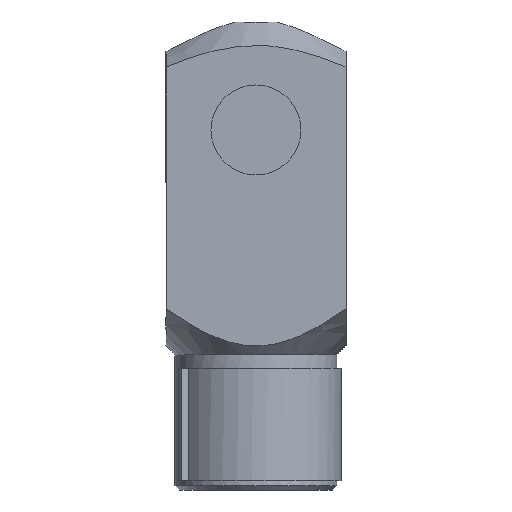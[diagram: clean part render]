
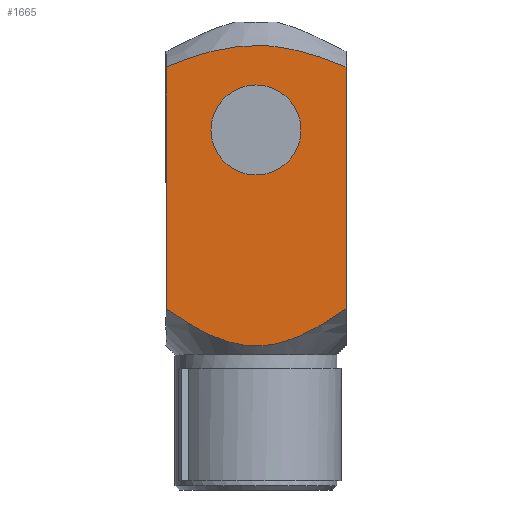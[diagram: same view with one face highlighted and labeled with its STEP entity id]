
A CAD part, left-side view. The second image highlights one B-rep face of the part: STEP entity #1665.
In plain terms, the highlighted planar face has unit normal (-1, 0, 0).
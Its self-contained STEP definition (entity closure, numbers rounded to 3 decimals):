
#1289=CARTESIAN_POINT('',(-10.,5.0,40.0));
#1290=VERTEX_POINT('',#1289);
#1291=CARTESIAN_POINT('',(-10.,0.0,40.0));
#1292=DIRECTION('',(1.0,0.0,0.0));
#1293=DIRECTION('',(0.0,-1.0,0.0));
#1294=AXIS2_PLACEMENT_3D('',#1291,#1292,#1293);
#1295=CIRCLE('',#1294,5.0);
#1296=EDGE_CURVE('',#1290,#1290,#1295,.T.);
#1324=CARTESIAN_POINT('',(-10.,10.0,20.142));
#1325=VERTEX_POINT('',#1324);
#1326=CARTESIAN_POINT('',(-10.,-10.,20.142));
#1327=VERTEX_POINT('',#1326);
#1328=CARTESIAN_POINT('',(-10.,10.0,20.142));
#1329=CARTESIAN_POINT('',(-10.0,0.,13.071));
#1330=CARTESIAN_POINT('',(-10.,-10.,20.142));
#1338=(BOUNDED_CURVE()B_SPLINE_CURVE(2,(#1328,#1329,#1330),.UNSPECIFIED.,.F.,.U.)B_SPLINE_CURVE_WITH_KNOTS((3,3),(1.35,5.29),.UNSPECIFIED.)CURVE()GEOMETRIC_REPRESENTATION_ITEM()RATIONAL_B_SPLINE_CURVE((1.615,2.285,1.615))REPRESENTATION_ITEM(''));
#1339=EDGE_CURVE('',#1325,#1327,#1338,.T.);
#1453=CARTESIAN_POINT('',(-10.,10.0,47.01));
#1454=VERTEX_POINT('',#1453);
#1455=CARTESIAN_POINT('',(-10.,10.0,20.142));
#1456=DIRECTION('',(0.0,0.0,1.0));
#1457=VECTOR('',#1456,26.868);
#1458=LINE('',#1455,#1457);
#1459=EDGE_CURVE('',#1325,#1454,#1458,.T.);
#1553=CARTESIAN_POINT('',(-10.0,-10.,47.01));
#1554=VERTEX_POINT('',#1553);
#1555=CARTESIAN_POINT('',(-10.0,-10.,47.01));
#1556=CARTESIAN_POINT('',(-10.0,0.,51.093));
#1557=CARTESIAN_POINT('',(-10.,10.0,47.01));
#1565=(BOUNDED_CURVE()B_SPLINE_CURVE(2,(#1555,#1556,#1557),.UNSPECIFIED.,.F.,.U.)B_SPLINE_CURVE_WITH_KNOTS((3,3),(3.047,9.069),.UNSPECIFIED.)CURVE()GEOMETRIC_REPRESENTATION_ITEM()RATIONAL_B_SPLINE_CURVE((2.713,3.837,2.713))REPRESENTATION_ITEM(''));
#1566=EDGE_CURVE('',#1554,#1454,#1565,.T.);
#1646=CARTESIAN_POINT('',(-10.,-10.,15.0));
#1647=DIRECTION('',(-1.0,0.0,0.0));
#1648=DIRECTION('',(0.0,0.0,1.0));
#1649=AXIS2_PLACEMENT_3D('',#1646,#1647,#1648);
#1650=PLANE('',#1649);
#1651=ORIENTED_EDGE('',*,*,#1339,.T.);
#1652=CARTESIAN_POINT('',(-10.,-10.,20.142));
#1653=DIRECTION('',(0.0,0.0,1.0));
#1654=VECTOR('',#1653,26.868);
#1655=LINE('',#1652,#1654);
#1656=EDGE_CURVE('',#1327,#1554,#1655,.T.);
#1657=ORIENTED_EDGE('',*,*,#1656,.T.);
#1658=ORIENTED_EDGE('',*,*,#1566,.T.);
#1659=ORIENTED_EDGE('',*,*,#1459,.F.);
#1660=EDGE_LOOP('',(#1651,#1657,#1658,#1659));
#1661=FACE_OUTER_BOUND('',#1660,.T.);
#1662=ORIENTED_EDGE('',*,*,#1296,.T.);
#1663=EDGE_LOOP('',(#1662));
#1664=FACE_BOUND('',#1663,.T.);
#1665=ADVANCED_FACE('',(#1661,#1664),#1650,.T.);
